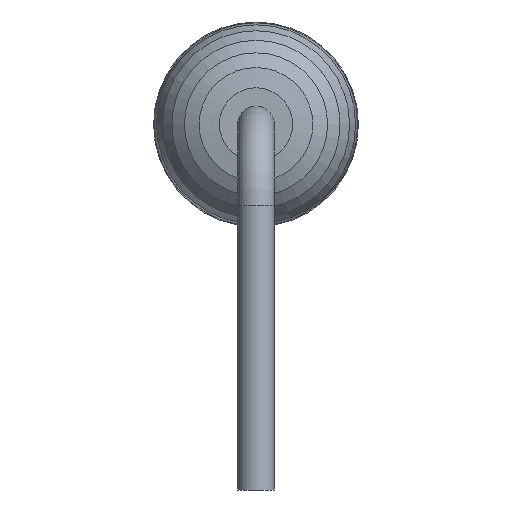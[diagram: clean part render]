
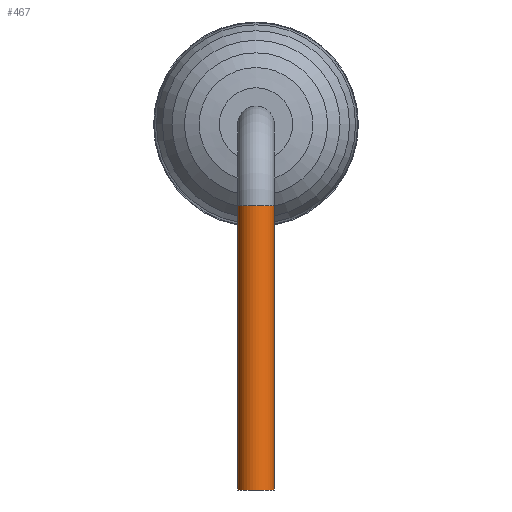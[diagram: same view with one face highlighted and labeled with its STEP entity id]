
A CAD part, left-side view. The second image highlights one B-rep face of the part: STEP entity #467.
In plain terms, the highlighted cylindrical face has radius 0.225 mm (diameter 0.45 mm), a full revolution.
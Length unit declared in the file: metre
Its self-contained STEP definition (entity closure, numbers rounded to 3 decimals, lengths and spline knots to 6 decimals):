
#44=ORIENTED_EDGE('',*,*,#125,.T.);
#45=ORIENTED_EDGE('',*,*,#124,.F.);
#124=EDGE_CURVE('',#165,#165,#206,.T.);
#125=EDGE_CURVE('',#166,#166,#207,.T.);
#165=VERTEX_POINT('',#1038);
#166=VERTEX_POINT('',#1041);
#206=CIRCLE('',#783,0.000225);
#207=CIRCLE('',#785,0.000225);
#249=EDGE_LOOP('',(#44));
#250=EDGE_LOOP('',(#45));
#331=FACE_BOUND('',#249,.T.);
#332=FACE_BOUND('',#250,.T.);
#410=CYLINDRICAL_SURFACE('',#784,0.000225);
#467=ADVANCED_FACE('',(#331,#332),#410,.T.);
#783=AXIS2_PLACEMENT_3D('',#1037,#872,#873);
#784=AXIS2_PLACEMENT_3D('',#1039,#874,#875);
#785=AXIS2_PLACEMENT_3D('',#1040,#876,#877);
#872=DIRECTION('',(0.,0.,1.));
#873=DIRECTION('',(1.,0.,0.));
#874=DIRECTION('',(0.,0.,1.));
#875=DIRECTION('',(1.,0.,0.));
#876=DIRECTION('',(0.,0.,1.));
#877=DIRECTION('',(1.,0.,0.));
#1037=CARTESIAN_POINT('',(-0.00508,0.,0.0005));
#1038=CARTESIAN_POINT('',(-0.004855,0.,0.0005));
#1039=CARTESIAN_POINT('',(-0.00508,0.,-0.003));
#1040=CARTESIAN_POINT('',(-0.00508,0.,-0.003));
#1041=CARTESIAN_POINT('',(-0.004855,0.,-0.003));
